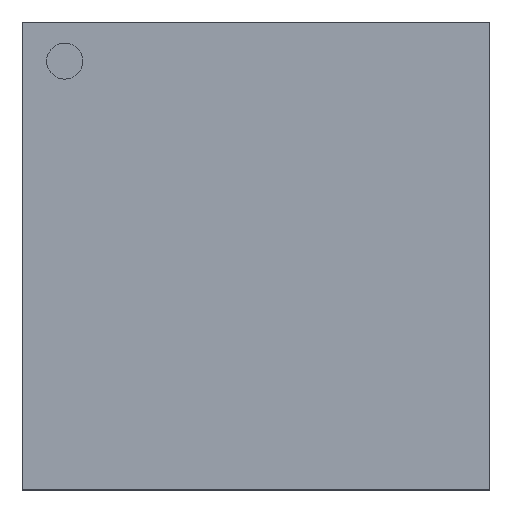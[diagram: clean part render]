
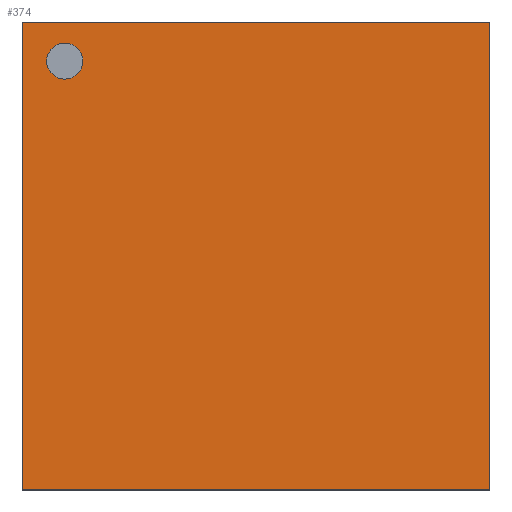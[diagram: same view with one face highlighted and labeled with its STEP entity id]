
A CAD part, top view. The second image highlights one B-rep face of the part: STEP entity #374.
In plain terms, the highlighted planar face has unit normal (0, 0, 1).
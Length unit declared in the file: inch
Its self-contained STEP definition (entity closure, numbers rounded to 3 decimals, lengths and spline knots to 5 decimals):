
#68=FACE_BOUND('',#118,.T.);
#69=CIRCLE('',#418,0.00963);
#97=FACE_OUTER_BOUND('',#117,.T.);
#117=EDGE_LOOP('',(#310,#311,#312,#313));
#118=EDGE_LOOP('',(#314));
#141=LINE('',#599,#178);
#144=LINE('',#605,#181);
#147=LINE('',#611,#184);
#150=LINE('',#615,#187);
#178=VECTOR('',#488,0.3937);
#181=VECTOR('',#493,0.3937);
#184=VECTOR('',#498,0.3937);
#187=VECTOR('',#503,0.3937);
#208=VERTEX_POINT('',#586);
#212=VERTEX_POINT('',#596);
#213=VERTEX_POINT('',#598);
#215=VERTEX_POINT('',#604);
#217=VERTEX_POINT('',#610);
#238=EDGE_CURVE('',#208,#208,#69,.T.);
#243=EDGE_CURVE('',#213,#212,#141,.T.);
#246=EDGE_CURVE('',#215,#213,#144,.T.);
#249=EDGE_CURVE('',#217,#215,#147,.T.);
#252=EDGE_CURVE('',#212,#217,#150,.T.);
#310=ORIENTED_EDGE('',*,*,#252,.T.);
#311=ORIENTED_EDGE('',*,*,#249,.T.);
#312=ORIENTED_EDGE('',*,*,#246,.T.);
#313=ORIENTED_EDGE('',*,*,#243,.T.);
#314=ORIENTED_EDGE('',*,*,#238,.T.);
#354=PLANE('',#425);
#374=ADVANCED_FACE('',(#97,#68),#354,.T.);
#418=AXIS2_PLACEMENT_3D('',#587,#477,#478);
#425=AXIS2_PLACEMENT_3D('',#616,#504,#505);
#477=DIRECTION('center_axis',(0.,0.,-1.));
#478=DIRECTION('ref_axis',(-1.,0.,0.));
#488=DIRECTION('',(-1.,0.,0.));
#493=DIRECTION('',(0.,1.,0.));
#498=DIRECTION('',(1.,0.,0.));
#503=DIRECTION('',(0.,-1.,0.));
#504=DIRECTION('center_axis',(0.,0.,1.));
#505=DIRECTION('ref_axis',(1.,0.,0.));
#586=CARTESIAN_POINT('',(0.03241,0.2291,0.07));
#587=CARTESIAN_POINT('Origin',(0.02278,0.2291,0.07));
#596=CARTESIAN_POINT('',(0.,0.25,0.07));
#598=CARTESIAN_POINT('',(0.25,0.25,0.07));
#599=CARTESIAN_POINT('',(0.25,0.25,0.07));
#604=CARTESIAN_POINT('',(0.25,0.,0.07));
#605=CARTESIAN_POINT('',(0.25,0.,0.07));
#610=CARTESIAN_POINT('',(0.,0.,0.07));
#611=CARTESIAN_POINT('',(0.,0.,0.07));
#615=CARTESIAN_POINT('',(0.,0.25,0.07));
#616=CARTESIAN_POINT('Origin',(0.125,0.125,0.07));
